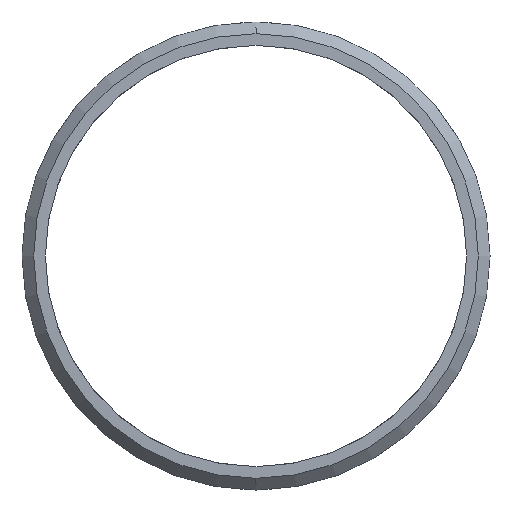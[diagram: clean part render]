
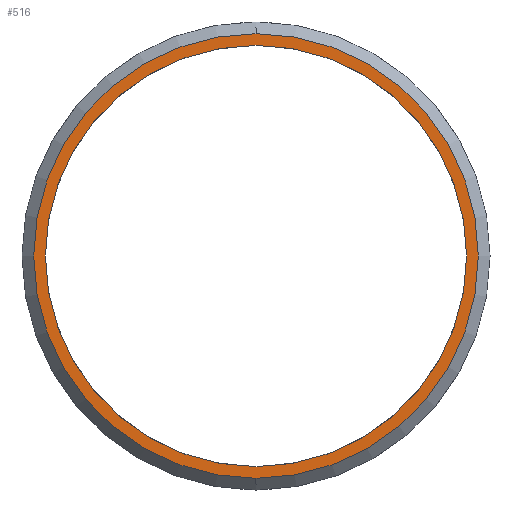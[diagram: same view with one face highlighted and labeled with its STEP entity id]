
A CAD part, left-side view. The second image highlights one B-rep face of the part: STEP entity #516.
In plain terms, the highlighted planar face has unit normal (-1, 0, 0).
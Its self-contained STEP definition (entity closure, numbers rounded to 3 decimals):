
#26 = DIRECTION ( 'NONE',  ( 0., 0., -1. ) ) ;
#28 = CIRCLE ( 'NONE', #179, 18. ) ;
#29 = FACE_OUTER_BOUND ( 'NONE', #259, .T. ) ;
#53 = EDGE_CURVE ( 'NONE', #366, #269, #148, .T. ) ;
#62 = ORIENTED_EDGE ( 'NONE', *, *, #559, .T. ) ;
#66 = DIRECTION ( 'NONE',  ( 0., 0., 1. ) ) ;
#71 = CARTESIAN_POINT ( 'NONE',  ( -1.892, 0., -18. ) ) ;
#78 = CARTESIAN_POINT ( 'NONE',  ( -1.892, 0., 0. ) ) ;
#79 = DIRECTION ( 'NONE',  ( 0., 0., 1. ) ) ;
#94 = DIRECTION ( 'NONE',  ( 0., 0., 1. ) ) ;
#97 = AXIS2_PLACEMENT_3D ( 'NONE', #393, #249, #26 ) ;
#113 = AXIS2_PLACEMENT_3D ( 'NONE', #496, #212, #79 ) ;
#116 = DIRECTION ( 'NONE',  ( -1., 0., 0. ) ) ;
#122 = DIRECTION ( 'NONE',  ( -1., 0., 0. ) ) ;
#136 = DIRECTION ( 'NONE',  ( -1., 0., 0. ) ) ;
#148 = CIRCLE ( 'NONE', #460, 18. ) ;
#153 = DIRECTION ( 'NONE',  ( 0., 0., 1. ) ) ;
#160 = CARTESIAN_POINT ( 'NONE',  ( -1.892, 0., 18. ) ) ;
#179 = AXIS2_PLACEMENT_3D ( 'NONE', #571, #116, #153 ) ;
#207 = AXIS2_PLACEMENT_3D ( 'NONE', #78, #122, #66 ) ;
#212 = DIRECTION ( 'NONE',  ( -1., 0., 0. ) ) ;
#213 = ORIENTED_EDGE ( 'NONE', *, *, #576, .F. ) ;
#249 = DIRECTION ( 'NONE',  ( 1., 0., 0. ) ) ;
#259 = EDGE_LOOP ( 'NONE', ( #498, #62 ) ) ;
#269 = VERTEX_POINT ( 'NONE', #160 ) ;
#279 = ORIENTED_EDGE ( 'NONE', *, *, #53, .F. ) ;
#300 = EDGE_LOOP ( 'NONE', ( #213, #279 ) ) ;
#308 = CARTESIAN_POINT ( 'NONE',  ( -1.892, 0., -19. ) ) ;
#317 = CARTESIAN_POINT ( 'NONE',  ( -1.892, 0., 19. ) ) ;
#319 = VERTEX_POINT ( 'NONE', #308 ) ;
#334 = EDGE_CURVE ( 'NONE', #418, #319, #549, .T. ) ;
#366 = VERTEX_POINT ( 'NONE', #71 ) ;
#389 = FACE_BOUND ( 'NONE', #300, .T. ) ;
#393 = CARTESIAN_POINT ( 'NONE',  ( -1.892, 18., 0. ) ) ;
#412 = CARTESIAN_POINT ( 'NONE',  ( -1.892, 0., 0. ) ) ;
#418 = VERTEX_POINT ( 'NONE', #317 ) ;
#460 = AXIS2_PLACEMENT_3D ( 'NONE', #412, #136, #94 ) ;
#467 = CIRCLE ( 'NONE', #207, 19. ) ;
#496 = CARTESIAN_POINT ( 'NONE',  ( -1.892, 0., 0. ) ) ;
#498 = ORIENTED_EDGE ( 'NONE', *, *, #334, .T. ) ;
#516 = ADVANCED_FACE ( 'NONE', ( #389, #29 ), #534, .F. ) ;
#534 = PLANE ( 'NONE',  #97 ) ;
#549 = CIRCLE ( 'NONE', #113, 19. ) ;
#559 = EDGE_CURVE ( 'NONE', #319, #418, #467, .T. ) ;
#571 = CARTESIAN_POINT ( 'NONE',  ( -1.892, 0., 0. ) ) ;
#576 = EDGE_CURVE ( 'NONE', #269, #366, #28, .T. ) ;
